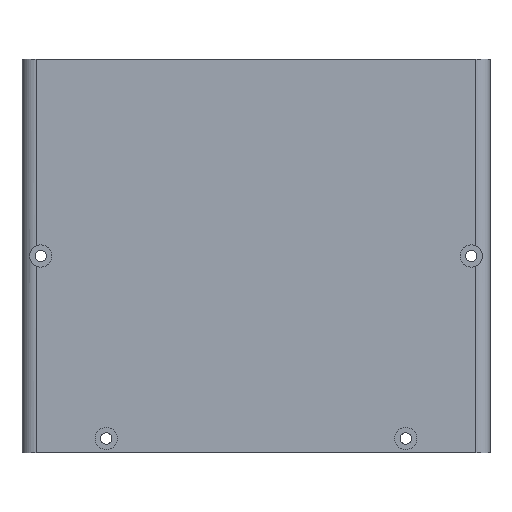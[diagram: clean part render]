
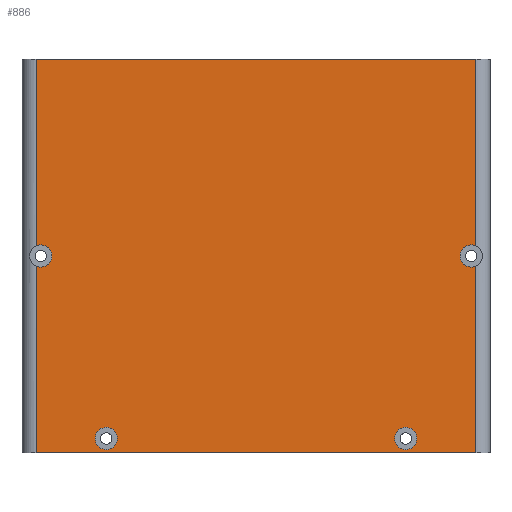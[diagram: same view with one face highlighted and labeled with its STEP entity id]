
A CAD part, top view. The second image highlights one B-rep face of the part: STEP entity #886.
In plain terms, the highlighted planar face has unit normal (0, 0, 1).
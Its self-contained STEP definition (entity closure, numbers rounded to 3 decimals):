
#3 = CARTESIAN_POINT ( 'NONE',  ( -47., -42., 8. ) ) ;
#9 = DIRECTION ( 'NONE',  ( -1., 0., 0. ) ) ;
#10 = CARTESIAN_POINT ( 'NONE',  ( -43.619, 0., 8. ) ) ;
#29 = PLANE ( 'NONE',  #214 ) ;
#46 = CARTESIAN_POINT ( 'NONE',  ( 34.381, -39., 8. ) ) ;
#56 = LINE ( 'NONE', #67, #428 ) ;
#58 = AXIS2_PLACEMENT_3D ( 'NONE', #1020, #528, #240 ) ;
#59 = VECTOR ( 'NONE', #482, 1000. ) ;
#67 = CARTESIAN_POINT ( 'NONE',  ( 47., 42., 8. ) ) ;
#70 = ORIENTED_EDGE ( 'NONE', *, *, #812, .F. ) ;
#71 = VERTEX_POINT ( 'NONE', #358 ) ;
#92 = LINE ( 'NONE', #3, #915 ) ;
#98 = AXIS2_PLACEMENT_3D ( 'NONE', #466, #654, #456 ) ;
#101 = DIRECTION ( 'NONE',  ( 0., 0., 1. ) ) ;
#113 = EDGE_CURVE ( 'NONE', #387, #223, #308, .T. ) ;
#131 = CARTESIAN_POINT ( 'NONE',  ( 47., 42., 8. ) ) ;
#134 = VERTEX_POINT ( 'NONE', #794 ) ;
#153 = CIRCLE ( 'NONE', #910, 2.381 ) ;
#160 = EDGE_CURVE ( 'NONE', #134, #863, #582, .T. ) ;
#168 = DIRECTION ( 'NONE',  ( 0., -1., 0. ) ) ;
#176 = CARTESIAN_POINT ( 'NONE',  ( 32., -39., 8. ) ) ;
#201 = ORIENTED_EDGE ( 'NONE', *, *, #726, .F. ) ;
#204 = CARTESIAN_POINT ( 'NONE',  ( -47., 42., 8. ) ) ;
#214 = AXIS2_PLACEMENT_3D ( 'NONE', #878, #678, #872 ) ;
#217 = FACE_BOUND ( 'NONE', #1049, .T. ) ;
#222 = ORIENTED_EDGE ( 'NONE', *, *, #1096, .F. ) ;
#223 = VERTEX_POINT ( 'NONE', #715 ) ;
#227 = VERTEX_POINT ( 'NONE', #1023 ) ;
#229 = DIRECTION ( 'NONE',  ( 0., 1., 0. ) ) ;
#240 = DIRECTION ( 'NONE',  ( 1., 0., 0. ) ) ;
#268 = CIRCLE ( 'NONE', #98, 2.381 ) ;
#271 = CARTESIAN_POINT ( 'NONE',  ( -50., -42., 8. ) ) ;
#274 = EDGE_CURVE ( 'NONE', #519, #71, #405, .T. ) ;
#301 = ORIENTED_EDGE ( 'NONE', *, *, #420, .T. ) ;
#305 = DIRECTION ( 'NONE',  ( 0., 0., 1. ) ) ;
#308 = CIRCLE ( 'NONE', #906, 2.381 ) ;
#321 = FACE_BOUND ( 'NONE', #423, .T. ) ;
#346 = CIRCLE ( 'NONE', #511, 2.381 ) ;
#352 = DIRECTION ( 'NONE',  ( 0., 0., 1. ) ) ;
#354 = CARTESIAN_POINT ( 'NONE',  ( 47., 2.161, 8. ) ) ;
#356 = DIRECTION ( 'NONE',  ( 1., 0., 0. ) ) ;
#358 = CARTESIAN_POINT ( 'NONE',  ( -34.381, -39., 8. ) ) ;
#380 = VERTEX_POINT ( 'NONE', #530 ) ;
#387 = VERTEX_POINT ( 'NONE', #1017 ) ;
#388 = CARTESIAN_POINT ( 'NONE',  ( -47., 2.161, 8. ) ) ;
#395 = FACE_OUTER_BOUND ( 'NONE', #817, .T. ) ;
#405 = CIRCLE ( 'NONE', #1103, 2.381 ) ;
#420 = EDGE_CURVE ( 'NONE', #723, #967, #92, .T. ) ;
#423 = EDGE_LOOP ( 'NONE', ( #637, #1006 ) ) ;
#427 = ORIENTED_EDGE ( 'NONE', *, *, #113, .F. ) ;
#428 = VECTOR ( 'NONE', #229, 1000. ) ;
#436 = VERTEX_POINT ( 'NONE', #845 ) ;
#456 = DIRECTION ( 'NONE',  ( 1., 0., 0. ) ) ;
#466 = CARTESIAN_POINT ( 'NONE',  ( 46., 0., 8. ) ) ;
#475 = DIRECTION ( 'NONE',  ( 1., 0., 0. ) ) ;
#482 = DIRECTION ( 'NONE',  ( 1., 0., 0. ) ) ;
#497 = CARTESIAN_POINT ( 'NONE',  ( -47., -42., 8. ) ) ;
#498 = ORIENTED_EDGE ( 'NONE', *, *, #711, .T. ) ;
#499 = DIRECTION ( 'NONE',  ( 0., 0., 1. ) ) ;
#510 = CARTESIAN_POINT ( 'NONE',  ( 32., -39., 8. ) ) ;
#511 = AXIS2_PLACEMENT_3D ( 'NONE', #510, #499, #883 ) ;
#513 = EDGE_CURVE ( 'NONE', #1202, #387, #268, .T. ) ;
#519 = VERTEX_POINT ( 'NONE', #657 ) ;
#522 = VECTOR ( 'NONE', #881, 1000. ) ;
#528 = DIRECTION ( 'NONE',  ( 0., 0., 1. ) ) ;
#530 = CARTESIAN_POINT ( 'NONE',  ( 29.619, -39., 8. ) ) ;
#556 = DIRECTION ( 'NONE',  ( 0., 0., 1. ) ) ;
#561 = CIRCLE ( 'NONE', #684, 2.381 ) ;
#576 = CARTESIAN_POINT ( 'NONE',  ( -46., 0., 8. ) ) ;
#578 = EDGE_CURVE ( 'NONE', #692, #380, #1200, .T. ) ;
#582 = LINE ( 'NONE', #497, #522 ) ;
#592 = EDGE_CURVE ( 'NONE', #436, #723, #934, .T. ) ;
#624 = ORIENTED_EDGE ( 'NONE', *, *, #274, .F. ) ;
#637 = ORIENTED_EDGE ( 'NONE', *, *, #578, .F. ) ;
#652 = EDGE_CURVE ( 'NONE', #380, #692, #346, .T. ) ;
#654 = DIRECTION ( 'NONE',  ( 0., 0., 1. ) ) ;
#657 = CARTESIAN_POINT ( 'NONE',  ( -29.619, -39., 8. ) ) ;
#659 = DIRECTION ( 'NONE',  ( 0., 0., 1. ) ) ;
#676 = LINE ( 'NONE', #131, #846 ) ;
#678 = DIRECTION ( 'NONE',  ( 0., 0., 1. ) ) ;
#682 = DIRECTION ( 'NONE',  ( 1., 0., 0. ) ) ;
#684 = AXIS2_PLACEMENT_3D ( 'NONE', #576, #305, #682 ) ;
#692 = VERTEX_POINT ( 'NONE', #46 ) ;
#711 = EDGE_CURVE ( 'NONE', #227, #223, #676, .T. ) ;
#715 = CARTESIAN_POINT ( 'NONE',  ( 47., -2.161, 8. ) ) ;
#723 = VERTEX_POINT ( 'NONE', #204 ) ;
#726 = EDGE_CURVE ( 'NONE', #134, #1194, #561, .T. ) ;
#793 = CARTESIAN_POINT ( 'NONE',  ( -47., -42., 8. ) ) ;
#794 = CARTESIAN_POINT ( 'NONE',  ( -47., -2.161, 8. ) ) ;
#812 = EDGE_CURVE ( 'NONE', #1194, #967, #153, .T. ) ;
#817 = EDGE_LOOP ( 'NONE', ( #1149, #498, #427, #995, #1104, #1193, #301, #70, #201, #1071 ) ) ;
#834 = LINE ( 'NONE', #271, #59 ) ;
#839 = DIRECTION ( 'NONE',  ( 1., 0., 0. ) ) ;
#845 = CARTESIAN_POINT ( 'NONE',  ( 47., 42., 8. ) ) ;
#846 = VECTOR ( 'NONE', #1066, 1000. ) ;
#859 = DIRECTION ( 'NONE',  ( 1., 0., 0. ) ) ;
#863 = VERTEX_POINT ( 'NONE', #793 ) ;
#872 = DIRECTION ( 'NONE',  ( 1., 0., 0. ) ) ;
#878 = CARTESIAN_POINT ( 'NONE',  ( 0., 0., 8. ) ) ;
#881 = DIRECTION ( 'NONE',  ( 0., -1., 0. ) ) ;
#883 = DIRECTION ( 'NONE',  ( 1., 0., 0. ) ) ;
#886 = ADVANCED_FACE ( 'NONE', ( #395, #217, #321 ), #29, .T. ) ;
#906 = AXIS2_PLACEMENT_3D ( 'NONE', #954, #101, #859 ) ;
#908 = CIRCLE ( 'NONE', #58, 2.381 ) ;
#910 = AXIS2_PLACEMENT_3D ( 'NONE', #1029, #659, #839 ) ;
#915 = VECTOR ( 'NONE', #168, 1000. ) ;
#934 = LINE ( 'NONE', #1134, #1158 ) ;
#950 = CARTESIAN_POINT ( 'NONE',  ( -32., -39., 8. ) ) ;
#954 = CARTESIAN_POINT ( 'NONE',  ( 46., 0., 8. ) ) ;
#967 = VERTEX_POINT ( 'NONE', #388 ) ;
#995 = ORIENTED_EDGE ( 'NONE', *, *, #513, .F. ) ;
#1006 = ORIENTED_EDGE ( 'NONE', *, *, #652, .F. ) ;
#1017 = CARTESIAN_POINT ( 'NONE',  ( 43.619, 0., 8. ) ) ;
#1020 = CARTESIAN_POINT ( 'NONE',  ( -32., -39., 8. ) ) ;
#1023 = CARTESIAN_POINT ( 'NONE',  ( 47., -42., 8. ) ) ;
#1029 = CARTESIAN_POINT ( 'NONE',  ( -46., 0., 8. ) ) ;
#1049 = EDGE_LOOP ( 'NONE', ( #624, #222 ) ) ;
#1066 = DIRECTION ( 'NONE',  ( 0., 1., 0. ) ) ;
#1071 = ORIENTED_EDGE ( 'NONE', *, *, #160, .T. ) ;
#1077 = EDGE_CURVE ( 'NONE', #1202, #436, #56, .T. ) ;
#1096 = EDGE_CURVE ( 'NONE', #71, #519, #908, .T. ) ;
#1103 = AXIS2_PLACEMENT_3D ( 'NONE', #950, #556, #356 ) ;
#1104 = ORIENTED_EDGE ( 'NONE', *, *, #1077, .T. ) ;
#1134 = CARTESIAN_POINT ( 'NONE',  ( -50., 42., 8. ) ) ;
#1149 = ORIENTED_EDGE ( 'NONE', *, *, #1210, .T. ) ;
#1158 = VECTOR ( 'NONE', #9, 1000. ) ;
#1181 = AXIS2_PLACEMENT_3D ( 'NONE', #176, #352, #475 ) ;
#1193 = ORIENTED_EDGE ( 'NONE', *, *, #592, .T. ) ;
#1194 = VERTEX_POINT ( 'NONE', #10 ) ;
#1200 = CIRCLE ( 'NONE', #1181, 2.381 ) ;
#1202 = VERTEX_POINT ( 'NONE', #354 ) ;
#1210 = EDGE_CURVE ( 'NONE', #863, #227, #834, .T. ) ;
